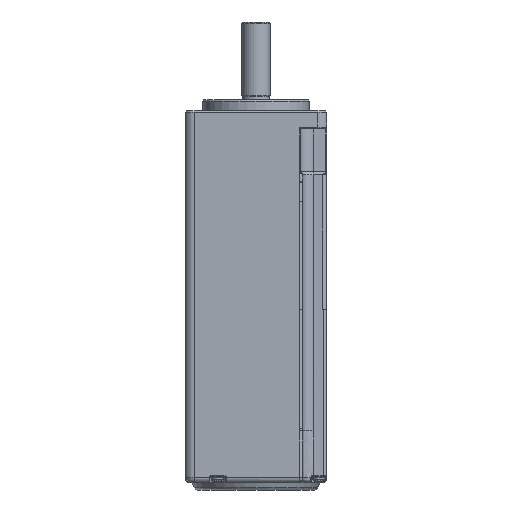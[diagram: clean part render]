
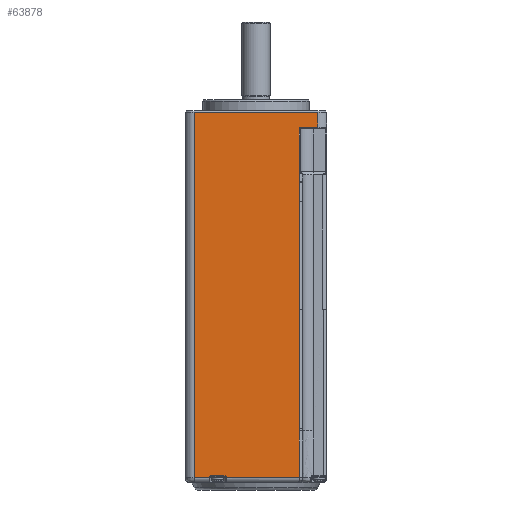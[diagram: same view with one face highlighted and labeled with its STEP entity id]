
A CAD part, front view. The second image highlights one B-rep face of the part: STEP entity #63878.
In plain terms, the highlighted planar face has unit normal (0, -1, 0).
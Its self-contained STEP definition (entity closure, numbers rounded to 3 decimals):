
#1221=CARTESIAN_POINT('',(12.163,-20.,-25.4));
#1222=VERTEX_POINT('',#1221);
#1246=CARTESIAN_POINT('',(12.163,-20.,-20.));
#1247=VERTEX_POINT('',#1246);
#1255=CARTESIAN_POINT('',(12.163,-20.,-25.4));
#1256=DIRECTION('',(0.,0.,1.));
#1257=VECTOR('',#1256,5.4);
#1258=LINE('',#1255,#1257);
#1259=EDGE_CURVE('',#1222,#1247,#1258,.T.);
#1651=CARTESIAN_POINT('',(-13.25,-20.,-103.4));
#1652=VERTEX_POINT('',#1651);
#1660=CARTESIAN_POINT('',(-17.5,-20.,-103.4));
#1661=VERTEX_POINT('',#1660);
#1662=CARTESIAN_POINT('',(-17.5,-20.,-103.4));
#1663=DIRECTION('',(1.,0.,0.));
#1664=VECTOR('',#1663,4.25);
#1665=LINE('',#1662,#1664);
#1666=EDGE_CURVE('',#1661,#1652,#1665,.T.);
#2849=CARTESIAN_POINT('',(-8.35,-20.,-103.4));
#2850=VERTEX_POINT('',#2849);
#2851=CARTESIAN_POINT('',(12.26,-20.,-103.4));
#2852=VERTEX_POINT('',#2851);
#2853=CARTESIAN_POINT('',(-8.35,-20.,-103.4));
#2854=DIRECTION('',(1.,0.,0.));
#2855=VECTOR('',#2854,20.61);
#2856=LINE('',#2853,#2855);
#2857=EDGE_CURVE('',#2850,#2852,#2856,.T.);
#3720=CARTESIAN_POINT('',(-13.25,-20.,-103.3));
#3721=VERTEX_POINT('',#3720);
#3729=CARTESIAN_POINT('',(-13.25,-20.,-103.4));
#3730=DIRECTION('',(0.,0.,1.));
#3731=VECTOR('',#3730,0.1);
#3732=LINE('',#3729,#3731);
#3733=EDGE_CURVE('',#1652,#3721,#3732,.T.);
#3754=CARTESIAN_POINT('',(-12.85,-20.,-102.9));
#3755=VERTEX_POINT('',#3754);
#3756=CARTESIAN_POINT('',(-12.85,-20.,-103.3));
#3757=DIRECTION('',(-1.,0.,0.));
#3758=DIRECTION('',(-0.,1.,0.));
#3759=AXIS2_PLACEMENT_3D('',#3756,#3758,#3757);
#3760=CIRCLE('',#3759,0.4);
#3761=EDGE_CURVE('',#3721,#3755,#3760,.T.);
#3790=CARTESIAN_POINT('',(-8.75,-20.,-102.9));
#3791=VERTEX_POINT('',#3790);
#3799=CARTESIAN_POINT('',(-12.85,-20.,-102.9));
#3800=DIRECTION('',(1.,0.,0.));
#3801=VECTOR('',#3800,4.1);
#3802=LINE('',#3799,#3801);
#3803=EDGE_CURVE('',#3755,#3791,#3802,.T.);
#3849=CARTESIAN_POINT('',(-8.35,-20.,-103.3));
#3850=VERTEX_POINT('',#3849);
#3858=CARTESIAN_POINT('',(-8.75,-20.,-103.3));
#3859=DIRECTION('',(0.,0.,1.));
#3860=DIRECTION('',(0.,1.,0.));
#3861=AXIS2_PLACEMENT_3D('',#3858,#3860,#3859);
#3862=CIRCLE('',#3861,0.4);
#3863=EDGE_CURVE('',#3791,#3850,#3862,.T.);
#3890=CARTESIAN_POINT('',(-8.35,-20.,-103.3));
#3891=DIRECTION('',(0.,0.,-1.));
#3892=VECTOR('',#3891,0.1);
#3893=LINE('',#3890,#3892);
#3894=EDGE_CURVE('',#3850,#2850,#3893,.T.);
#3923=CARTESIAN_POINT('',(12.26,-20.,-90.2));
#3924=VERTEX_POINT('',#3923);
#3932=CARTESIAN_POINT('',(12.26,-20.,-103.4));
#3933=DIRECTION('',(0.,0.,1.));
#3934=VECTOR('',#3933,13.2);
#3935=LINE('',#3932,#3934);
#3936=EDGE_CURVE('',#2852,#3924,#3935,.T.);
#3959=CARTESIAN_POINT('',(12.26,-20.,-89.6));
#3960=VERTEX_POINT('',#3959);
#3961=CARTESIAN_POINT('',(12.26,-20.,-90.2));
#3962=DIRECTION('',(0.,0.,1.));
#3963=VECTOR('',#3962,0.6);
#3964=LINE('',#3961,#3963);
#3965=EDGE_CURVE('',#3924,#3960,#3964,.T.);
#4010=CARTESIAN_POINT('',(12.26,-20.,-55.9));
#4011=VERTEX_POINT('',#4010);
#4019=CARTESIAN_POINT('',(12.26,-20.,-89.6));
#4020=DIRECTION('',(0.,0.,1.));
#4021=VECTOR('',#4020,33.7);
#4022=LINE('',#4019,#4021);
#4023=EDGE_CURVE('',#3960,#4011,#4022,.T.);
#4042=CARTESIAN_POINT('',(12.161,-20.,-55.9));
#4043=VERTEX_POINT('',#4042);
#4044=CARTESIAN_POINT('',(12.161,-20.,-55.9));
#4045=DIRECTION('',(0.,0.,1.));
#4046=VECTOR('',#4045,30.5);
#4047=LINE('',#4044,#4046);
#4048=EDGE_CURVE('',#4043,#1222,#4047,.T.);
#4050=CARTESIAN_POINT('',(12.161,-18.9,-55.9));
#4051=DIRECTION('',(0.09,-0.996,0.));
#4052=DIRECTION('',(0.,0.,-1.));
#4053=AXIS2_PLACEMENT_3D('',#4050,#4052,#4051);
#4054=CIRCLE('',#4053,1.105);
#4055=EDGE_CURVE('',#4011,#4043,#4054,.T.);
#63786=CARTESIAN_POINT('',(0.,-20.,-51.894));
#63787=DIRECTION('',(0.,0.,1.));
#63788=DIRECTION('',(-0.,-1.,0.));
#63789=AXIS2_PLACEMENT_3D('',#63786,#63788,#63787);
#63790=PLANE('',#63789);
#63791=ORIENTED_EDGE('',*,*,#1666,.T.);
#63792=ORIENTED_EDGE('',*,*,#3733,.T.);
#63793=ORIENTED_EDGE('',*,*,#3761,.T.);
#63794=ORIENTED_EDGE('',*,*,#3803,.T.);
#63795=ORIENTED_EDGE('',*,*,#3863,.T.);
#63796=ORIENTED_EDGE('',*,*,#3894,.T.);
#63797=ORIENTED_EDGE('',*,*,#2857,.T.);
#63798=ORIENTED_EDGE('',*,*,#3936,.T.);
#63799=ORIENTED_EDGE('',*,*,#3965,.T.);
#63800=ORIENTED_EDGE('',*,*,#4023,.T.);
#63801=ORIENTED_EDGE('',*,*,#4055,.T.);
#63802=ORIENTED_EDGE('',*,*,#4048,.T.);
#63803=ORIENTED_EDGE('',*,*,#1259,.T.);
#63804=CARTESIAN_POINT('',(12.163,-20.,-19.8));
#63805=VERTEX_POINT('',#63804);
#63806=CARTESIAN_POINT('',(12.163,-20.,-20.));
#63807=DIRECTION('',(0.,0.,1.));
#63808=VECTOR('',#63807,0.2);
#63809=LINE('',#63806,#63808);
#63810=EDGE_CURVE('',#1247,#63805,#63809,.T.);
#63811=ORIENTED_EDGE('',*,*,#63810,.T.);
#63812=CARTESIAN_POINT('',(12.163,-20.,-16.933));
#63813=VERTEX_POINT('',#63812);
#63814=CARTESIAN_POINT('',(12.163,-20.,-19.8));
#63815=DIRECTION('',(0.,0.,1.));
#63816=VECTOR('',#63815,2.867);
#63817=LINE('',#63814,#63816);
#63818=EDGE_CURVE('',#63805,#63813,#63817,.T.);
#63819=ORIENTED_EDGE('',*,*,#63818,.T.);
#63820=CARTESIAN_POINT('',(12.16,-20.,-16.873));
#63821=VERTEX_POINT('',#63820);
#63822=CARTESIAN_POINT('',(12.76,-20.,-16.873));
#63823=DIRECTION('',(-0.995,0.,-0.101));
#63824=DIRECTION('',(0.,1.,0.));
#63825=AXIS2_PLACEMENT_3D('',#63822,#63824,#63823);
#63826=CIRCLE('',#63825,0.6);
#63827=EDGE_CURVE('',#63813,#63821,#63826,.T.);
#63828=ORIENTED_EDGE('',*,*,#63827,.T.);
#63829=CARTESIAN_POINT('',(12.16,-20.,-5.));
#63830=VERTEX_POINT('',#63829);
#63831=CARTESIAN_POINT('',(12.16,-20.,-16.873));
#63832=DIRECTION('',(0.,0.,1.));
#63833=VECTOR('',#63832,11.873);
#63834=LINE('',#63831,#63833);
#63835=EDGE_CURVE('',#63821,#63830,#63834,.T.);
#63836=ORIENTED_EDGE('',*,*,#63835,.T.);
#63837=CARTESIAN_POINT('',(12.66,-20.,-4.5));
#63838=VERTEX_POINT('',#63837);
#63839=CARTESIAN_POINT('',(12.66,-20.,-5.));
#63840=DIRECTION('',(-1.,0.,0.));
#63841=DIRECTION('',(-0.,1.,0.));
#63842=AXIS2_PLACEMENT_3D('',#63839,#63841,#63840);
#63843=CIRCLE('',#63842,0.5);
#63844=EDGE_CURVE('',#63830,#63838,#63843,.T.);
#63845=ORIENTED_EDGE('',*,*,#63844,.T.);
#63846=CARTESIAN_POINT('',(17.5,-20.,-4.5));
#63847=VERTEX_POINT('',#63846);
#63848=CARTESIAN_POINT('',(12.66,-20.,-4.5));
#63849=DIRECTION('',(1.,0.,0.));
#63850=VECTOR('',#63849,4.84);
#63851=LINE('',#63848,#63850);
#63852=EDGE_CURVE('',#63838,#63847,#63851,.T.);
#63853=ORIENTED_EDGE('',*,*,#63852,.T.);
#63854=CARTESIAN_POINT('',(17.5,-20.,-0.3));
#63855=VERTEX_POINT('',#63854);
#63856=CARTESIAN_POINT('',(17.5,-20.,-4.5));
#63857=DIRECTION('',(0.,0.,1.));
#63858=VECTOR('',#63857,4.2);
#63859=LINE('',#63856,#63858);
#63860=EDGE_CURVE('',#63847,#63855,#63859,.T.);
#63861=ORIENTED_EDGE('',*,*,#63860,.T.);
#63862=CARTESIAN_POINT('',(-17.5,-20.,-0.3));
#63863=VERTEX_POINT('',#63862);
#63864=CARTESIAN_POINT('',(17.5,-20.,-0.3));
#63865=DIRECTION('',(-1.,0.,0.));
#63866=VECTOR('',#63865,35.);
#63867=LINE('',#63864,#63866);
#63868=EDGE_CURVE('',#63855,#63863,#63867,.T.);
#63869=ORIENTED_EDGE('',*,*,#63868,.T.);
#63870=CARTESIAN_POINT('',(-17.5,-20.,-0.3));
#63871=DIRECTION('',(0.,0.,-1.));
#63872=VECTOR('',#63871,103.1);
#63873=LINE('',#63870,#63872);
#63874=EDGE_CURVE('',#63863,#1661,#63873,.T.);
#63875=ORIENTED_EDGE('',*,*,#63874,.T.);
#63876=EDGE_LOOP('',(#63791,#63792,#63793,#63794,#63795,#63796,#63797,#63798,#63799,#63800,#63801,#63802,#63803,#63811,#63819,#63828,#63836,#63845,#63853,#63861,#63869,#63875));
#63877=FACE_OUTER_BOUND('',#63876,.T.);
#63878=ADVANCED_FACE('',(#63877),#63790,.T.);
